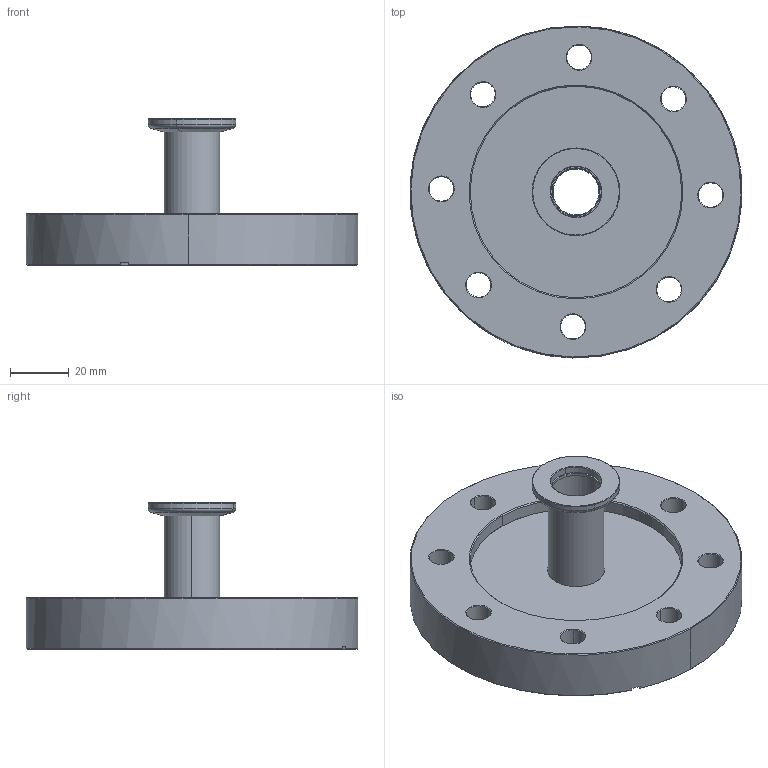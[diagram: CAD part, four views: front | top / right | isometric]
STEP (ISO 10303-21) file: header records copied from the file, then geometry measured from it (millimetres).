
FILE_DESCRIPTION (( 'STEP AP214' ), '1' );
FILE_NAME ('Hositrad_CFA63-KF16.STEP', '2017-05-10T14:23:20', ( 'Gebruiker' ), ( '' ), 'SwSTEP 2.0', 'SolidWorks 2017', '' );
FILE_SCHEMA (( 'AUTOMOTIVE_DESIGN' ));
Length unit declared in the file: millimetre
Products named in the file (6): CF63-R-outerring; CF-To-KF-Adaptors-All_CFA63-KF16; Hositrad_CFA63-KF16; CF63-70-R; CF63-70-R-innerring_CFA63-KF16; KF16-19WS_KF16-19
Assembly tree (5 placements, depth 3):
  Hositrad_CFA63-KF16
    CF-To-KF-Adaptors-All_CFA63-KF16
    CF63-70-R
      CF63-R-outerring
      CF63-70-R-innerring_CFA63-KF16
    KF16-19WS_KF16-19
Bounding box: 113.47 x 113.47 x 50 mm (x, y, z)
Volume: 144382.1 mm3; surface area: 44871.2 mm2
Topology: 4 solids, 4 shells, 122 faces, 274 edges, 162 vertices
Faces by surface type: cone 60, cylinder 40, plane 18, torus 4
Entity records: 3698 total; most frequent: DIRECTION 682, CARTESIAN_POINT 591, ORIENTED_EDGE 548, AXIS2_PLACEMENT_3D 285, EDGE_CURVE 274, VERTEX_POINT 162, CIRCLE 154, EDGE_LOOP 148
